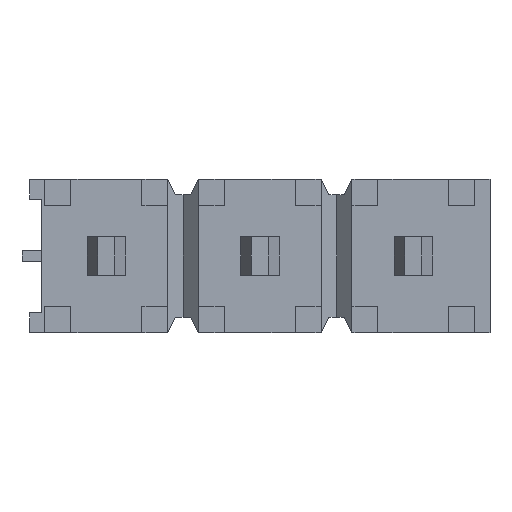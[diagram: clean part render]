
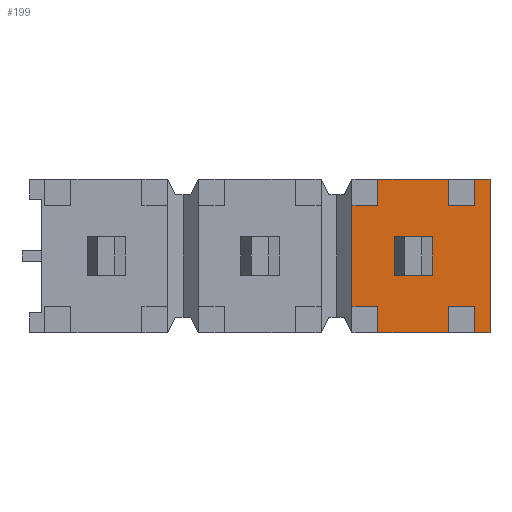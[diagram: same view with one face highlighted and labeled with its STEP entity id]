
A CAD part, front view. The second image highlights one B-rep face of the part: STEP entity #199.
In plain terms, the highlighted planar face has unit normal (0, -1, 0).
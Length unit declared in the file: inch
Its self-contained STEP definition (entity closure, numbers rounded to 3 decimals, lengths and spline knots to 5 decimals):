
#199 = ADVANCED_FACE( '', ( #390, #391 ), #392, .T. );
#390 = FACE_OUTER_BOUND( '', #718, .T. );
#391 = FACE_BOUND( '', #719, .T. );
#392 = PLANE( '', #720 );
#718 = EDGE_LOOP( '', ( #1220, #1221, #1222, #1223, #1224, #1225, #1226, #1227, #1228, #1229, #1230, #1231, #1232, #1233, #1234, #1235 ) );
#719 = EDGE_LOOP( '', ( #1236, #1237, #1238, #1239 ) );
#720 = AXIS2_PLACEMENT_3D( '', #1240, #1241, #1242 );
#1220 = ORIENTED_EDGE( '', *, *, #2333, .T. );
#1221 = ORIENTED_EDGE( '', *, *, #2362, .T. );
#1222 = ORIENTED_EDGE( '', *, *, #2363, .T. );
#1223 = ORIENTED_EDGE( '', *, *, #2364, .T. );
#1224 = ORIENTED_EDGE( '', *, *, #2365, .F. );
#1225 = ORIENTED_EDGE( '', *, *, #2366, .T. );
#1226 = ORIENTED_EDGE( '', *, *, #2367, .T. );
#1227 = ORIENTED_EDGE( '', *, *, #2368, .T. );
#1228 = ORIENTED_EDGE( '', *, *, #2369, .F. );
#1229 = ORIENTED_EDGE( '', *, *, #2370, .F. );
#1230 = ORIENTED_EDGE( '', *, *, #2371, .T. );
#1231 = ORIENTED_EDGE( '', *, *, #2372, .T. );
#1232 = ORIENTED_EDGE( '', *, *, #2373, .F. );
#1233 = ORIENTED_EDGE( '', *, *, #2374, .F. );
#1234 = ORIENTED_EDGE( '', *, *, #2375, .T. );
#1235 = ORIENTED_EDGE( '', *, *, #2376, .T. );
#1236 = ORIENTED_EDGE( '', *, *, #2331, .F. );
#1237 = ORIENTED_EDGE( '', *, *, #2328, .F. );
#1238 = ORIENTED_EDGE( '', *, *, #2325, .F. );
#1239 = ORIENTED_EDGE( '', *, *, #2322, .F. );
#1240 = CARTESIAN_POINT( '', ( 0.18637, 0.02, 0.1 ) );
#1241 = DIRECTION( '', ( 0., -1., 0. ) );
#1242 = DIRECTION( '', ( 0., 0., -1. ) );
#2322 = EDGE_CURVE( '', #2774, #2776, #2777, .T. );
#2325 = EDGE_CURVE( '', #2776, #2781, #2782, .T. );
#2328 = EDGE_CURVE( '', #2781, #2786, #2787, .T. );
#2331 = EDGE_CURVE( '', #2786, #2774, #2791, .T. );
#2333 = EDGE_CURVE( '', #2793, #2794, #2795, .T. );
#2362 = EDGE_CURVE( '', #2794, #2842, #2843, .T. );
#2363 = EDGE_CURVE( '', #2842, #2844, #2845, .T. );
#2364 = EDGE_CURVE( '', #2844, #2846, #2847, .T. );
#2365 = EDGE_CURVE( '', #2848, #2846, #2849, .T. );
#2366 = EDGE_CURVE( '', #2848, #2850, #2851, .T. );
#2367 = EDGE_CURVE( '', #2850, #2852, #2853, .T. );
#2368 = EDGE_CURVE( '', #2852, #2854, #2855, .T. );
#2369 = EDGE_CURVE( '', #2856, #2854, #2857, .T. );
#2370 = EDGE_CURVE( '', #2858, #2856, #2859, .T. );
#2371 = EDGE_CURVE( '', #2858, #2860, #2861, .T. );
#2372 = EDGE_CURVE( '', #2860, #2862, #2863, .T. );
#2373 = EDGE_CURVE( '', #2864, #2862, #2865, .T. );
#2374 = EDGE_CURVE( '', #2866, #2864, #2867, .T. );
#2375 = EDGE_CURVE( '', #2866, #2868, #2869, .T. );
#2376 = EDGE_CURVE( '', #2868, #2793, #2870, .T. );
#2774 = VERTEX_POINT( '', #3495 );
#2776 = VERTEX_POINT( '', #3498 );
#2777 = LINE( '', #3499, #3500 );
#2781 = VERTEX_POINT( '', #3506 );
#2782 = LINE( '', #3507, #3508 );
#2786 = VERTEX_POINT( '', #3514 );
#2787 = LINE( '', #3515, #3516 );
#2791 = LINE( '', #3522, #3523 );
#2793 = VERTEX_POINT( '', #3526 );
#2794 = VERTEX_POINT( '', #3527 );
#2795 = LINE( '', #3528, #3529 );
#2842 = VERTEX_POINT( '', #3604 );
#2843 = LINE( '', #3605, #3606 );
#2844 = VERTEX_POINT( '', #3607 );
#2845 = LINE( '', #3608, #3609 );
#2846 = VERTEX_POINT( '', #3610 );
#2847 = LINE( '', #3611, #3612 );
#2848 = VERTEX_POINT( '', #3613 );
#2849 = LINE( '', #3614, #3615 );
#2850 = VERTEX_POINT( '', #3616 );
#2851 = LINE( '', #3617, #3618 );
#2852 = VERTEX_POINT( '', #3619 );
#2853 = LINE( '', #3620, #3621 );
#2854 = VERTEX_POINT( '', #3622 );
#2855 = LINE( '', #3623, #3624 );
#2856 = VERTEX_POINT( '', #3625 );
#2857 = LINE( '', #3626, #3627 );
#2858 = VERTEX_POINT( '', #3628 );
#2859 = LINE( '', #3629, #3630 );
#2860 = VERTEX_POINT( '', #3631 );
#2861 = LINE( '', #3632, #3633 );
#2862 = VERTEX_POINT( '', #3634 );
#2863 = LINE( '', #3635, #3636 );
#2864 = VERTEX_POINT( '', #3637 );
#2865 = LINE( '', #3638, #3639 );
#2866 = VERTEX_POINT( '', #3640 );
#2867 = LINE( '', #3641, #3642 );
#2868 = VERTEX_POINT( '', #3643 );
#2869 = LINE( '', #3644, #3645 );
#2870 = LINE( '', #3646, #3647 );
#3495 = CARTESIAN_POINT( '', ( 0.0875, 0.02, -0.0125 ) );
#3498 = CARTESIAN_POINT( '', ( 0.1125, 0.02, -0.0125 ) );
#3499 = CARTESIAN_POINT( '', ( 0.1125, 0.02, -0.0125 ) );
#3500 = VECTOR( '', #4442, 39.37008 );
#3506 = CARTESIAN_POINT( '', ( 0.1125, 0.02, 0.0125 ) );
#3507 = CARTESIAN_POINT( '', ( 0.1125, 0.02, 0.0125 ) );
#3508 = VECTOR( '', #4445, 39.37008 );
#3514 = CARTESIAN_POINT( '', ( 0.0875, 0.02, 0.0125 ) );
#3515 = CARTESIAN_POINT( '', ( 0.0875, 0.02, 0.0125 ) );
#3516 = VECTOR( '', #4448, 39.37008 );
#3522 = CARTESIAN_POINT( '', ( 0.0875, 0.02, -0.0125 ) );
#3523 = VECTOR( '', #4451, 39.37008 );
#3526 = CARTESIAN_POINT( '', ( 0.15, 0.02, -0.05 ) );
#3527 = CARTESIAN_POINT( '', ( 0.15, 0.02, 0.05 ) );
#3528 = CARTESIAN_POINT( '', ( 0.15, 0.02, 0.05 ) );
#3529 = VECTOR( '', #4453, 39.37008 );
#3604 = CARTESIAN_POINT( '', ( 0.14012, 0.02, 0.05 ) );
#3605 = CARTESIAN_POINT( '', ( -0.15, 0.02, 0.05 ) );
#3606 = VECTOR( '', #4482, 39.37008 );
#3607 = CARTESIAN_POINT( '', ( 0.14012, 0.02, 0.033 ) );
#3608 = CARTESIAN_POINT( '', ( 0.14012, 0.02, 0.1 ) );
#3609 = VECTOR( '', #4483, 39.37008 );
#3610 = CARTESIAN_POINT( '', ( 0.12312, 0.02, 0.033 ) );
#3611 = CARTESIAN_POINT( '', ( 0.3, 0.02, 0.033 ) );
#3612 = VECTOR( '', #4484, 39.37008 );
#3613 = CARTESIAN_POINT( '', ( 0.12312, 0.02, 0.05 ) );
#3614 = CARTESIAN_POINT( '', ( 0.12312, 0.02, 0.1 ) );
#3615 = VECTOR( '', #4485, 39.37008 );
#3616 = CARTESIAN_POINT( '', ( 0.07688, 0.02, 0.05 ) );
#3617 = CARTESIAN_POINT( '', ( -0.15, 0.02, 0.05 ) );
#3618 = VECTOR( '', #4486, 39.37008 );
#3619 = CARTESIAN_POINT( '', ( 0.07688, 0.02, 0.033 ) );
#3620 = CARTESIAN_POINT( '', ( 0.07688, 0.02, 0.1 ) );
#3621 = VECTOR( '', #4487, 39.37008 );
#3622 = CARTESIAN_POINT( '', ( 0.06, 0.02, 0.033 ) );
#3623 = CARTESIAN_POINT( '', ( 0.3, 0.02, 0.033 ) );
#3624 = VECTOR( '', #4488, 39.37008 );
#3625 = CARTESIAN_POINT( '', ( 0.06, 0.02, -0.033 ) );
#3626 = CARTESIAN_POINT( '', ( 0.06, 0.02, 0.3 ) );
#3627 = VECTOR( '', #4489, 39.37008 );
#3628 = CARTESIAN_POINT( '', ( 0.07688, 0.02, -0.033 ) );
#3629 = CARTESIAN_POINT( '', ( 0.3, 0.02, -0.033 ) );
#3630 = VECTOR( '', #4490, 39.37008 );
#3631 = CARTESIAN_POINT( '', ( 0.07688, 0.02, -0.05 ) );
#3632 = CARTESIAN_POINT( '', ( 0.07688, 0.02, 0.1 ) );
#3633 = VECTOR( '', #4491, 39.37008 );
#3634 = CARTESIAN_POINT( '', ( 0.12312, 0.02, -0.05 ) );
#3635 = CARTESIAN_POINT( '', ( 0.15, 0.02, -0.05 ) );
#3636 = VECTOR( '', #4492, 39.37008 );
#3637 = CARTESIAN_POINT( '', ( 0.12312, 0.02, -0.033 ) );
#3638 = CARTESIAN_POINT( '', ( 0.12312, 0.02, 0.1 ) );
#3639 = VECTOR( '', #4493, 39.37008 );
#3640 = CARTESIAN_POINT( '', ( 0.14012, 0.02, -0.033 ) );
#3641 = CARTESIAN_POINT( '', ( 0.3, 0.02, -0.033 ) );
#3642 = VECTOR( '', #4494, 39.37008 );
#3643 = CARTESIAN_POINT( '', ( 0.14012, 0.02, -0.05 ) );
#3644 = CARTESIAN_POINT( '', ( 0.14012, 0.02, 0.1 ) );
#3645 = VECTOR( '', #4495, 39.37008 );
#3646 = CARTESIAN_POINT( '', ( 0.15, 0.02, -0.05 ) );
#3647 = VECTOR( '', #4496, 39.37008 );
#4442 = DIRECTION( '', ( 1., 0., 0. ) );
#4445 = DIRECTION( '', ( 0., 0., 1. ) );
#4448 = DIRECTION( '', ( -1., 0., 0. ) );
#4451 = DIRECTION( '', ( 0., 0., -1. ) );
#4453 = DIRECTION( '', ( 0., 0., 1. ) );
#4482 = DIRECTION( '', ( -1., 0., 0. ) );
#4483 = DIRECTION( '', ( 0., 0., -1. ) );
#4484 = DIRECTION( '', ( -1., 0., 0. ) );
#4485 = DIRECTION( '', ( 0., 0., -1. ) );
#4486 = DIRECTION( '', ( -1., 0., 0. ) );
#4487 = DIRECTION( '', ( 0., 0., -1. ) );
#4488 = DIRECTION( '', ( -1., 0., 0. ) );
#4489 = DIRECTION( '', ( 0., 0., 1. ) );
#4490 = DIRECTION( '', ( -1., 0., 0. ) );
#4491 = DIRECTION( '', ( 0., 0., -1. ) );
#4492 = DIRECTION( '', ( 1., 0., 0. ) );
#4493 = DIRECTION( '', ( 0., 0., -1. ) );
#4494 = DIRECTION( '', ( -1., 0., 0. ) );
#4495 = DIRECTION( '', ( 0., 0., -1. ) );
#4496 = DIRECTION( '', ( 1., 0., 0. ) );
